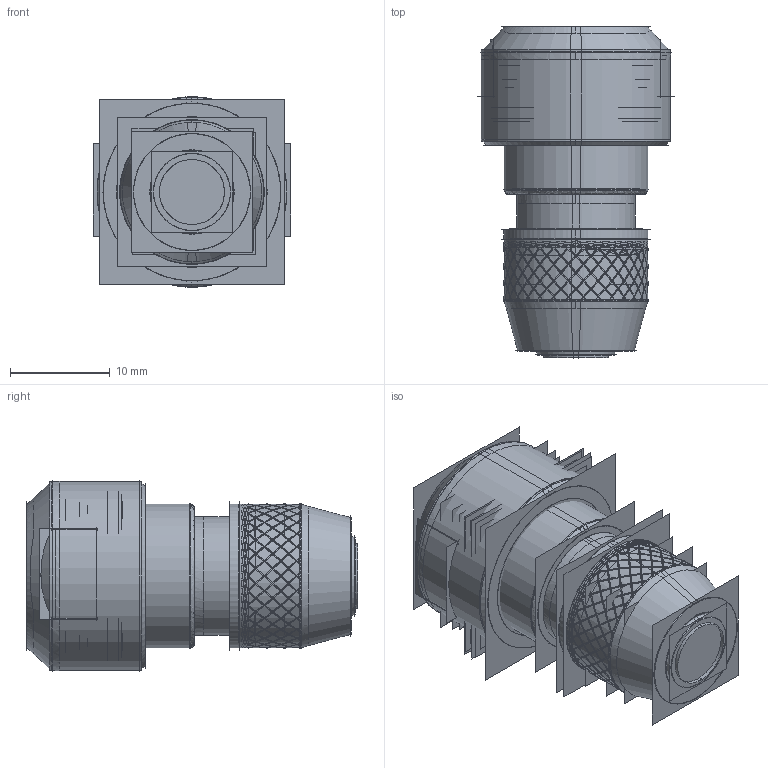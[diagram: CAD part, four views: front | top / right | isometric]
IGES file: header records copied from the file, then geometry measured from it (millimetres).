
Start section:  PTC IGES file: buvgsrc001w_asm.igs
Global section: file name: buvgsrc001w_asm.igs; native system: Creo Parametric by PTC Inc.; preprocessor: 2017110; author: Vivekkoundinya; organization: Unknown; date: 20180221.120542; units: millimetre
Bounding box: 19.77 x 33.19 x 19.06 mm (x, y, z)
Surface area: 67972.6 mm2 (no closed solid volume)
Topology: 0 solids, 0 shells, 2764 faces, 34069 edges, 44049 vertices
Faces by surface type: bspline 2060, revolution 704
